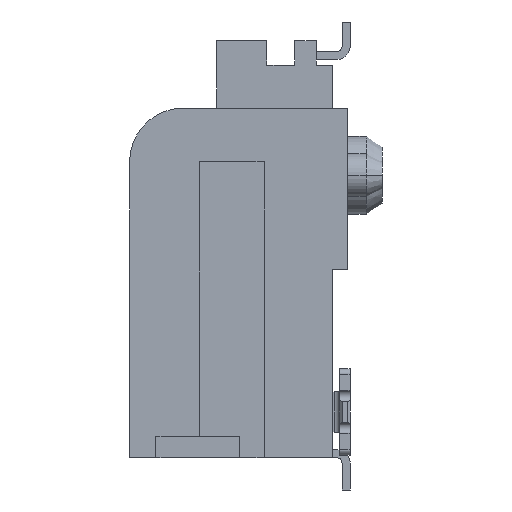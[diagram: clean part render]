
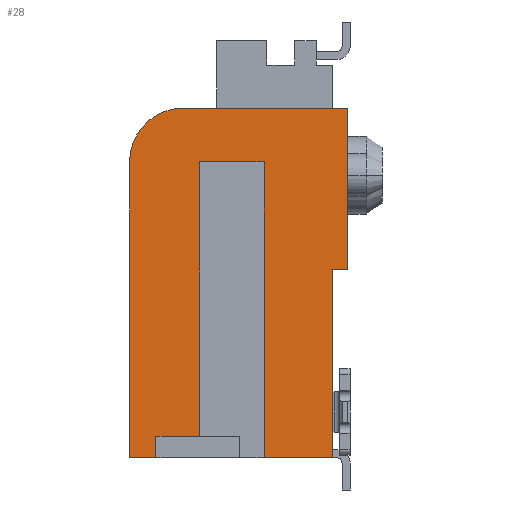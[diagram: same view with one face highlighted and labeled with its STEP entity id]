
A CAD part, left-side view. The second image highlights one B-rep face of the part: STEP entity #28.
In plain terms, the highlighted planar face has unit normal (-1, 0, 0).
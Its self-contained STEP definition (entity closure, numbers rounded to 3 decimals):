
#28 = ADVANCED_FACE('',(#29),#136,.F.);
#29 = FACE_BOUND('',#30,.F.);
#30 = EDGE_LOOP('',(#31,#42,#50,#58,#66,#74,#82,#90,#98,#106,#114,#122,
    #130));
#31 = ORIENTED_EDGE('',*,*,#32,.F.);
#32 = EDGE_CURVE('',#33,#35,#37,.T.);
#33 = VERTEX_POINT('',#34);
#34 = CARTESIAN_POINT('',(-10.95,0.885,-1.25));
#35 = VERTEX_POINT('',#36);
#36 = CARTESIAN_POINT('',(-10.95,1.885,-2.25));
#37 = CIRCLE('',#38,1.);
#38 = AXIS2_PLACEMENT_3D('',#39,#40,#41);
#39 = CARTESIAN_POINT('',(-10.95,0.885,-2.25));
#40 = DIRECTION('',(-1.,0.,0.));
#41 = DIRECTION('',(0.,0.,1.));
#42 = ORIENTED_EDGE('',*,*,#43,.T.);
#43 = EDGE_CURVE('',#33,#44,#46,.T.);
#44 = VERTEX_POINT('',#45);
#45 = CARTESIAN_POINT('',(-10.95,-2.165,-1.25));
#46 = LINE('',#47,#48);
#47 = CARTESIAN_POINT('',(-10.95,0.885,-1.25));
#48 = VECTOR('',#49,1.);
#49 = DIRECTION('',(0.,-1.,0.));
#50 = ORIENTED_EDGE('',*,*,#51,.T.);
#51 = EDGE_CURVE('',#44,#52,#54,.T.);
#52 = VERTEX_POINT('',#53);
#53 = CARTESIAN_POINT('',(-10.95,-2.165,-4.25));
#54 = LINE('',#55,#56);
#55 = CARTESIAN_POINT('',(-10.95,-2.165,-1.25));
#56 = VECTOR('',#57,1.);
#57 = DIRECTION('',(0.,0.,-1.));
#58 = ORIENTED_EDGE('',*,*,#59,.F.);
#59 = EDGE_CURVE('',#60,#52,#62,.T.);
#60 = VERTEX_POINT('',#61);
#61 = CARTESIAN_POINT('',(-10.95,-1.885,-4.25));
#62 = LINE('',#63,#64);
#63 = CARTESIAN_POINT('',(-10.95,-1.885,-4.25));
#64 = VECTOR('',#65,1.);
#65 = DIRECTION('',(0.,-1.,0.));
#66 = ORIENTED_EDGE('',*,*,#67,.T.);
#67 = EDGE_CURVE('',#60,#68,#70,.T.);
#68 = VERTEX_POINT('',#69);
#69 = CARTESIAN_POINT('',(-10.95,-1.885,-7.75));
#70 = LINE('',#71,#72);
#71 = CARTESIAN_POINT('',(-10.95,-1.885,-4.25));
#72 = VECTOR('',#73,1.);
#73 = DIRECTION('',(0.,0.,-1.));
#74 = ORIENTED_EDGE('',*,*,#75,.T.);
#75 = EDGE_CURVE('',#68,#76,#78,.T.);
#76 = VERTEX_POINT('',#77);
#77 = CARTESIAN_POINT('',(-10.95,-0.615,-7.75));
#78 = LINE('',#79,#80);
#79 = CARTESIAN_POINT('',(-10.95,-1.885,-7.75));
#80 = VECTOR('',#81,1.);
#81 = DIRECTION('',(0.,1.,0.));
#82 = ORIENTED_EDGE('',*,*,#83,.T.);
#83 = EDGE_CURVE('',#76,#84,#86,.T.);
#84 = VERTEX_POINT('',#85);
#85 = CARTESIAN_POINT('',(-10.95,-0.615,-2.25));
#86 = LINE('',#87,#88);
#87 = CARTESIAN_POINT('',(-10.95,-0.615,-7.75));
#88 = VECTOR('',#89,1.);
#89 = DIRECTION('',(0.,0.,1.));
#90 = ORIENTED_EDGE('',*,*,#91,.T.);
#91 = EDGE_CURVE('',#84,#92,#94,.T.);
#92 = VERTEX_POINT('',#93);
#93 = CARTESIAN_POINT('',(-10.95,0.585,-2.25));
#94 = LINE('',#95,#96);
#95 = CARTESIAN_POINT('',(-10.95,-0.615,-2.25));
#96 = VECTOR('',#97,1.);
#97 = DIRECTION('',(0.,1.,0.));
#98 = ORIENTED_EDGE('',*,*,#99,.F.);
#99 = EDGE_CURVE('',#100,#92,#102,.T.);
#100 = VERTEX_POINT('',#101);
#101 = CARTESIAN_POINT('',(-10.95,0.585,-7.35));
#102 = LINE('',#103,#104);
#103 = CARTESIAN_POINT('',(-10.95,0.585,-7.35));
#104 = VECTOR('',#105,1.);
#105 = DIRECTION('',(0.,0.,1.));
#106 = ORIENTED_EDGE('',*,*,#107,.T.);
#107 = EDGE_CURVE('',#100,#108,#110,.T.);
#108 = VERTEX_POINT('',#109);
#109 = CARTESIAN_POINT('',(-10.95,1.395,-7.35));
#110 = LINE('',#111,#112);
#111 = CARTESIAN_POINT('',(-10.95,0.585,-7.35));
#112 = VECTOR('',#113,1.);
#113 = DIRECTION('',(0.,1.,0.));
#114 = ORIENTED_EDGE('',*,*,#115,.F.);
#115 = EDGE_CURVE('',#116,#108,#118,.T.);
#116 = VERTEX_POINT('',#117);
#117 = CARTESIAN_POINT('',(-10.95,1.395,-7.75));
#118 = LINE('',#119,#120);
#119 = CARTESIAN_POINT('',(-10.95,1.395,-7.75));
#120 = VECTOR('',#121,1.);
#121 = DIRECTION('',(0.,0.,1.));
#122 = ORIENTED_EDGE('',*,*,#123,.T.);
#123 = EDGE_CURVE('',#116,#124,#126,.T.);
#124 = VERTEX_POINT('',#125);
#125 = CARTESIAN_POINT('',(-10.95,1.885,-7.75));
#126 = LINE('',#127,#128);
#127 = CARTESIAN_POINT('',(-10.95,1.395,-7.75));
#128 = VECTOR('',#129,1.);
#129 = DIRECTION('',(0.,1.,0.));
#130 = ORIENTED_EDGE('',*,*,#131,.T.);
#131 = EDGE_CURVE('',#124,#35,#132,.T.);
#132 = LINE('',#133,#134);
#133 = CARTESIAN_POINT('',(-10.95,1.885,-7.75));
#134 = VECTOR('',#135,1.);
#135 = DIRECTION('',(0.,0.,1.));
#136 = PLANE('',#137);
#137 = AXIS2_PLACEMENT_3D('',#138,#139,#140);
#138 = CARTESIAN_POINT('',(-10.95,0.,0.));
#139 = DIRECTION('',(1.,0.,0.));
#140 = DIRECTION('',(0.,0.,-1.));
